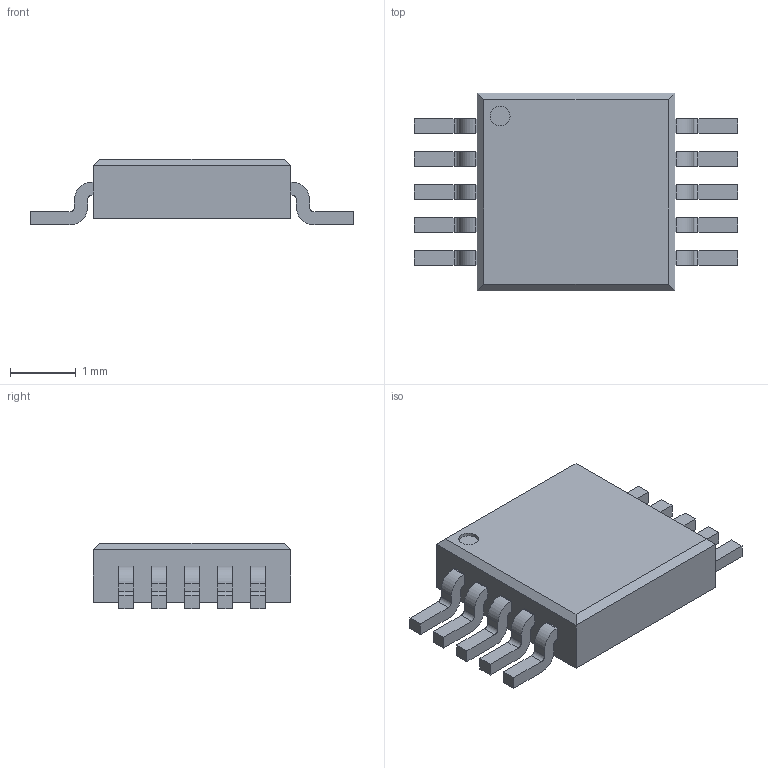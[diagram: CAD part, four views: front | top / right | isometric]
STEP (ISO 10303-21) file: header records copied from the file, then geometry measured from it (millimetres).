
FILE_DESCRIPTION(/* description */ (''),/* implementation_level */ '2;1');
FILE_NAME(/* name */ 'soic_1626304808598.stp',/* time_stamp */ '2021-07-14T23:20:14+00:00',/* author */ (''),/* organization */ (''),/* preprocessor_version */ 'ST-DEVELOPER v18.1',/* originating_system */ 'ASM',/* authorisation */ '');
FILE_SCHEMA (('AUTOMOTIVE_DESIGN { 1 0 10303 214 3 1 1 }'));
Length unit declared in the file: millimetre
Products named in the file (1): soic_1626304808598
Bounding box: 4.9 x 3 x 1 mm (x, y, z)
Volume: 8.6 mm3; surface area: 38.7 mm2
Topology: 1 solids, 1 shells, 142 faces, 383 edges, 254 vertices
Faces by surface type: plane 101, cylinder 41
Full cylindrical faces by diameter (mm): 0.3 x1
Entity records: 4611 total; most frequent: CARTESIAN_POINT 780, ORIENTED_EDGE 766, DIRECTION 751, EDGE_CURVE 383, LINE 301, VECTOR 301, VERTEX_POINT 254, AXIS2_PLACEMENT_3D 225
